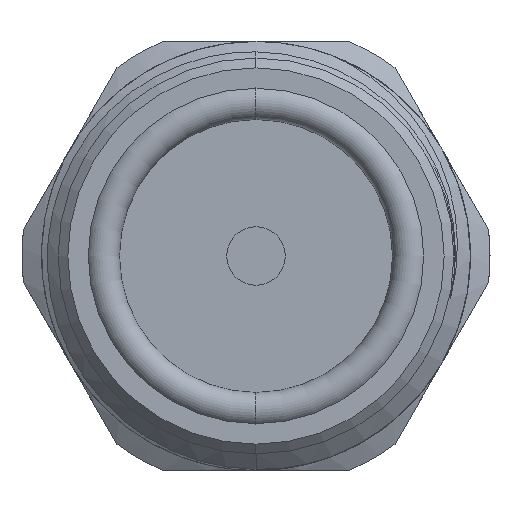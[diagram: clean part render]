
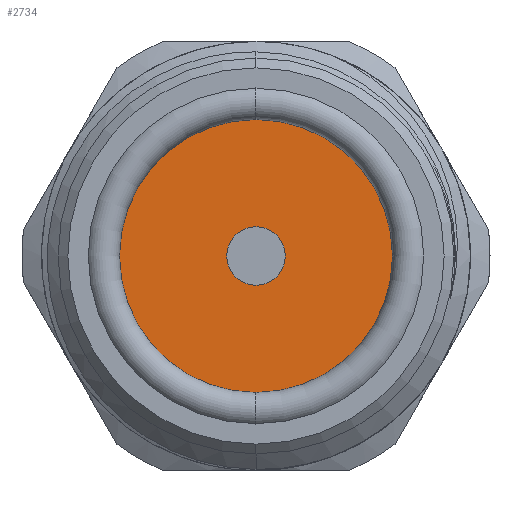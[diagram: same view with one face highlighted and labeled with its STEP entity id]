
A CAD part, front view. The second image highlights one B-rep face of the part: STEP entity #2734.
In plain terms, the highlighted planar face has unit normal (0, -1, 0).
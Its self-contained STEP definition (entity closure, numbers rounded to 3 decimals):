
#153 = AXIS2_PLACEMENT_3D ( 'NONE', #562, #4320, #4283 ) ;
#250 = CARTESIAN_POINT ( 'NONE',  ( 0., 4.9, 0. ) ) ;
#311 = VERTEX_POINT ( 'NONE', #2056 ) ;
#346 = PLANE ( 'NONE',  #3010 ) ;
#562 = CARTESIAN_POINT ( 'NONE',  ( 0., 4.9, 0. ) ) ;
#566 = EDGE_CURVE ( 'NONE', #3306, #1724, #3476, .T. ) ;
#569 = FACE_BOUND ( 'NONE', #3621, .T. ) ;
#571 = DIRECTION ( 'NONE',  ( 0., 0., -1. ) ) ;
#665 = EDGE_CURVE ( 'NONE', #1724, #3306, #3391, .T. ) ;
#779 = ORIENTED_EDGE ( 'NONE', *, *, #566, .F. ) ;
#1257 = EDGE_CURVE ( 'NONE', #3288, #311, #2451, .T. ) ;
#1724 = VERTEX_POINT ( 'NONE', #3437 ) ;
#1751 = ORIENTED_EDGE ( 'NONE', *, *, #1257, .T. ) ;
#1907 = CARTESIAN_POINT ( 'NONE',  ( 0., 4.9, 0. ) ) ;
#1938 = CARTESIAN_POINT ( 'NONE',  ( 0., 4.9, 8.6 ) ) ;
#1953 = CARTESIAN_POINT ( 'NONE',  ( 0., 4.9, 1.5 ) ) ;
#2056 = CARTESIAN_POINT ( 'NONE',  ( 0., 4.9, -8.6 ) ) ;
#2341 = FACE_OUTER_BOUND ( 'NONE', #2851, .T. ) ;
#2433 = CARTESIAN_POINT ( 'NONE',  ( 0., 4.9, 0. ) ) ;
#2451 = CIRCLE ( 'NONE', #2494, 8.6 ) ;
#2459 = DIRECTION ( 'NONE',  ( 0., -1., 0. ) ) ;
#2468 = DIRECTION ( 'NONE',  ( 0., 0., -1. ) ) ;
#2494 = AXIS2_PLACEMENT_3D ( 'NONE', #2433, #2459, #2468 ) ;
#2509 = EDGE_CURVE ( 'NONE', #311, #3288, #3525, .T. ) ;
#2559 = DIRECTION ( 'NONE',  ( 0., -1., 0. ) ) ;
#2734 = ADVANCED_FACE ( 'NONE', ( #569, #2341 ), #346, .T. ) ;
#2784 = DIRECTION ( 'NONE',  ( 0., 0., -1. ) ) ;
#2851 = EDGE_LOOP ( 'NONE', ( #3629, #1751 ) ) ;
#3010 = AXIS2_PLACEMENT_3D ( 'NONE', #4306, #4271, #4253 ) ;
#3288 = VERTEX_POINT ( 'NONE', #1938 ) ;
#3306 = VERTEX_POINT ( 'NONE', #1953 ) ;
#3391 = CIRCLE ( 'NONE', #153, 1.5 ) ;
#3411 = AXIS2_PLACEMENT_3D ( 'NONE', #1907, #3949, #2784 ) ;
#3437 = CARTESIAN_POINT ( 'NONE',  ( 0., 4.9, -1.5 ) ) ;
#3476 = CIRCLE ( 'NONE', #3784, 1.5 ) ;
#3525 = CIRCLE ( 'NONE', #3411, 8.6 ) ;
#3621 = EDGE_LOOP ( 'NONE', ( #3729, #779 ) ) ;
#3629 = ORIENTED_EDGE ( 'NONE', *, *, #2509, .T. ) ;
#3729 = ORIENTED_EDGE ( 'NONE', *, *, #665, .F. ) ;
#3784 = AXIS2_PLACEMENT_3D ( 'NONE', #250, #2559, #571 ) ;
#3949 = DIRECTION ( 'NONE',  ( 0., -1., 0. ) ) ;
#4253 = DIRECTION ( 'NONE',  ( 0., 0., -1. ) ) ;
#4271 = DIRECTION ( 'NONE',  ( 0., -1., 0. ) ) ;
#4283 = DIRECTION ( 'NONE',  ( 0., 0., -1. ) ) ;
#4306 = CARTESIAN_POINT ( 'NONE',  ( 0., 4.9, 0. ) ) ;
#4320 = DIRECTION ( 'NONE',  ( 0., -1., 0. ) ) ;
